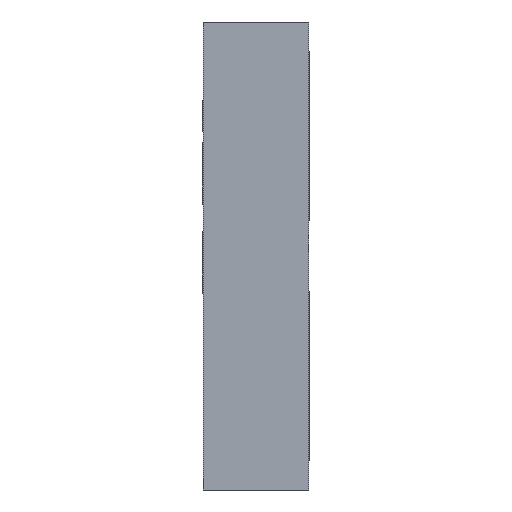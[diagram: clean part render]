
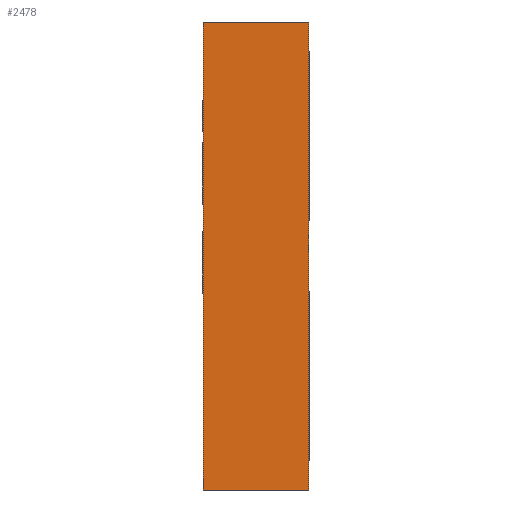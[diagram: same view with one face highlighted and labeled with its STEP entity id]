
A CAD part, left-side view. The second image highlights one B-rep face of the part: STEP entity #2478.
In plain terms, the highlighted planar face has unit normal (-1, 0, 0).
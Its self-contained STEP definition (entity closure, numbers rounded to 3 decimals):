
#2 = DIRECTION ( 'NONE',  ( 0., 0., -1. ) ) ;
#143 = CARTESIAN_POINT ( 'NONE',  ( 0., 0.9, -4. ) ) ;
#231 = EDGE_LOOP ( 'NONE', ( #4863, #1747, #4159, #5095 ) ) ;
#465 = VECTOR ( 'NONE', #1774, 1000. ) ;
#514 = CARTESIAN_POINT ( 'NONE',  ( 0., 0., 0. ) ) ;
#546 = LINE ( 'NONE', #143, #465 ) ;
#1183 = DIRECTION ( 'NONE',  ( 0., 0., 1. ) ) ;
#1235 = VECTOR ( 'NONE', #4769, 1000. ) ;
#1442 = CARTESIAN_POINT ( 'NONE',  ( 0., 0., 0. ) ) ;
#1622 = CARTESIAN_POINT ( 'NONE',  ( 0., 0.9, 0. ) ) ;
#1628 = CARTESIAN_POINT ( 'NONE',  ( 0., 0.9, 0. ) ) ;
#1747 = ORIENTED_EDGE ( 'NONE', *, *, #3354, .F. ) ;
#1774 = DIRECTION ( 'NONE',  ( 0., -1., 0. ) ) ;
#1779 = LINE ( 'NONE', #1442, #4379 ) ;
#2024 = VECTOR ( 'NONE', #2, 1000. ) ;
#2197 = EDGE_CURVE ( 'NONE', #3638, #4468, #1779, .T. ) ;
#2313 = VERTEX_POINT ( 'NONE', #3879 ) ;
#2457 = EDGE_CURVE ( 'NONE', #4587, #2313, #4381, .T. ) ;
#2478 = ADVANCED_FACE ( 'NONE', ( #3202 ), #4324, .T. ) ;
#2681 = EDGE_CURVE ( 'NONE', #2313, #4468, #546, .T. ) ;
#3160 = CARTESIAN_POINT ( 'NONE',  ( 0., 0.9, 0. ) ) ;
#3202 = FACE_OUTER_BOUND ( 'NONE', #231, .T. ) ;
#3225 = DIRECTION ( 'NONE',  ( -1., 0., 0. ) ) ;
#3354 = EDGE_CURVE ( 'NONE', #4587, #3638, #4310, .T. ) ;
#3446 = AXIS2_PLACEMENT_3D ( 'NONE', #4813, #3225, #1183 ) ;
#3638 = VERTEX_POINT ( 'NONE', #514 ) ;
#3852 = DIRECTION ( 'NONE',  ( 0., 0., -1. ) ) ;
#3879 = CARTESIAN_POINT ( 'NONE',  ( 0., 0.9, -4. ) ) ;
#4159 = ORIENTED_EDGE ( 'NONE', *, *, #2457, .T. ) ;
#4310 = LINE ( 'NONE', #3160, #1235 ) ;
#4324 = PLANE ( 'NONE',  #3446 ) ;
#4379 = VECTOR ( 'NONE', #3852, 1000. ) ;
#4381 = LINE ( 'NONE', #1628, #2024 ) ;
#4468 = VERTEX_POINT ( 'NONE', #5033 ) ;
#4587 = VERTEX_POINT ( 'NONE', #1622 ) ;
#4769 = DIRECTION ( 'NONE',  ( 0., -1., 0. ) ) ;
#4813 = CARTESIAN_POINT ( 'NONE',  ( 0., 0.9, 0. ) ) ;
#4863 = ORIENTED_EDGE ( 'NONE', *, *, #2197, .F. ) ;
#5033 = CARTESIAN_POINT ( 'NONE',  ( 0., 0., -4. ) ) ;
#5095 = ORIENTED_EDGE ( 'NONE', *, *, #2681, .T. ) ;
